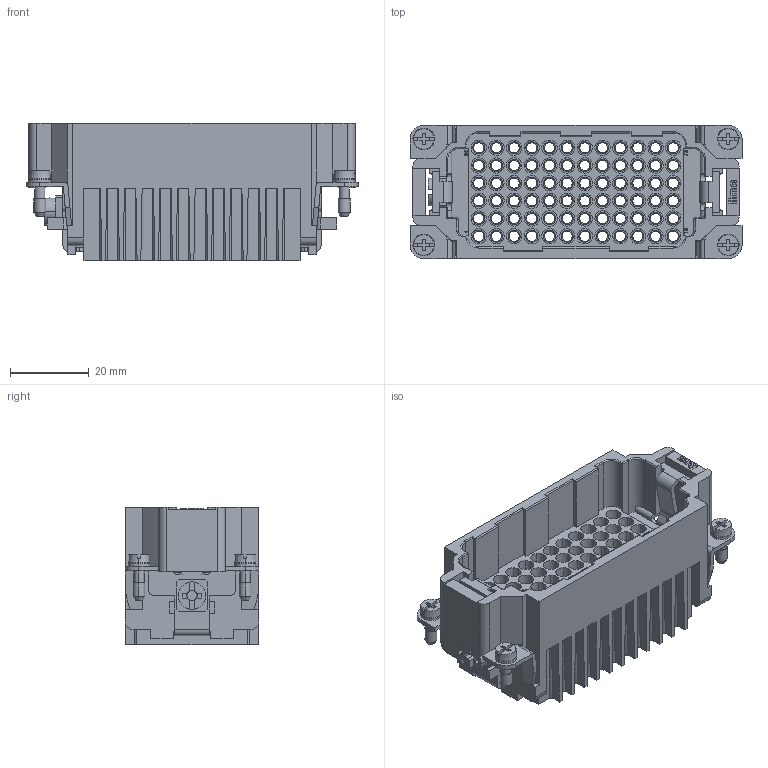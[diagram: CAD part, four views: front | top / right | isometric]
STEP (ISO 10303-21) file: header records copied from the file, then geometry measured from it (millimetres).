
FILE_DESCRIPTION(('Creo Elements/Direct Modeling STEP Export'),'2;1');
FILE_NAME('0ln7uvk46bl7o8u4616','2016-12-23T10:31:02',(''),(''),'PTC Creo Elements/Direct Modeling STEP processor for AP214 (Solid Model)','PTC Creo Elements/Direct Modeling 19.0E 27-Jun-2016 (C) Parametric Technology GmbH','');
FILE_SCHEMA(('AUTOMOTIVE_DESIGN { 1 0 10303 214 1 1 1 1 }'));
Products named in the file (2): RDDM_72
Assembly tree (1 placements, depth 2):
  RDDM_72
    RDDM_72
Bounding box: 84.5 x 34 x 35 mm (x, y, z)
Volume: 33574.6 mm3; surface area: 38033.9 mm2
Topology: 1 solids, 2 shells, 1998 faces, 4901 edges, 3140 vertices
Faces by surface type: cylinder 914, plane 831, cone 160, extrusion 80, torus 13
Entity records: 71161 total; most frequent: CARTESIAN_POINT 11519, ORIENTED_EDGE 9802, DIRECTION 8744, EDGE_CURVE 4901, VERTEX_POINT 3140, AXIS2_PLACEMENT_3D 2979, VECTOR 2786, LINE 2706
